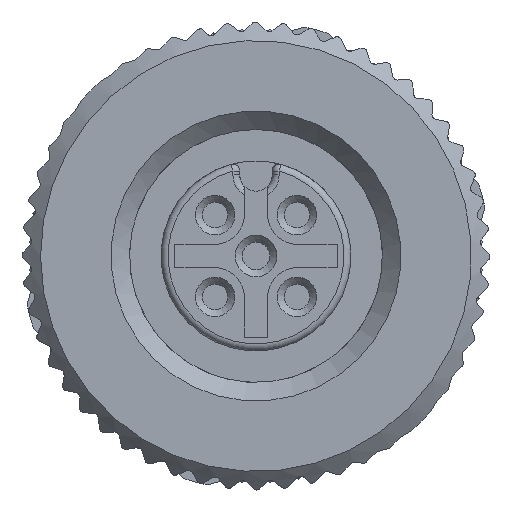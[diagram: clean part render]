
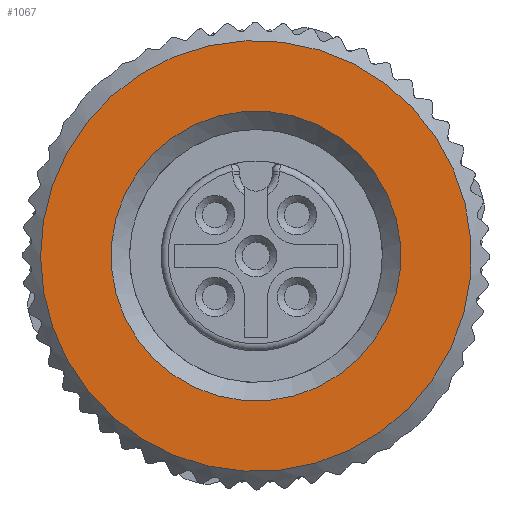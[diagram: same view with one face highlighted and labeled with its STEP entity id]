
A CAD part, left-side view. The second image highlights one B-rep face of the part: STEP entity #1067.
In plain terms, the highlighted planar face has unit normal (-1, 0, 0).
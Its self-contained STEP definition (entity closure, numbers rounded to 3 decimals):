
#130=PLANE('',#12206);
#494=FACE_BOUND('',#2534,.T.);
#495=FACE_BOUND('',#2535,.T.);
#1067=ADVANCED_FACE('',(#494,#495),#130,.T.);
#2534=EDGE_LOOP('',(#4468));
#2535=EDGE_LOOP('',(#4469));
#3282=CIRCLE('',#12079,9.3);
#3390=CIRCLE('',#12205,6.259);
#4468=ORIENTED_EDGE('',*,*,#9111,.T.);
#4469=ORIENTED_EDGE('',*,*,#8877,.T.);
#7667=VERTEX_POINT('',#19169);
#7885=VERTEX_POINT('',#19675);
#8877=EDGE_CURVE('',#7667,#7667,#3282,.T.);
#9111=EDGE_CURVE('',#7885,#7885,#3390,.T.);
#12079=AXIS2_PLACEMENT_3D('',#19168,#13527,#13528);
#12205=AXIS2_PLACEMENT_3D('',#19674,#13893,#13894);
#12206=AXIS2_PLACEMENT_3D('',#19676,#13895,#13896);
#13527=DIRECTION('',(-1.,0.,0.));
#13528=DIRECTION('',(0.,-0.707,-0.707));
#13893=DIRECTION('',(1.,0.,0.));
#13894=DIRECTION('',(0.,-0.707,-0.707));
#13895=DIRECTION('',(-1.,0.,0.));
#13896=DIRECTION('',(0.,-0.707,-0.707));
#19168=CARTESIAN_POINT('',(0.75,0.,0.));
#19169=CARTESIAN_POINT('',(0.75,-6.576,-6.576));
#19674=CARTESIAN_POINT('',(0.75,0.,0.));
#19675=CARTESIAN_POINT('',(0.75,-4.425,-4.425));
#19676=CARTESIAN_POINT('',(0.75,0.,0.));
